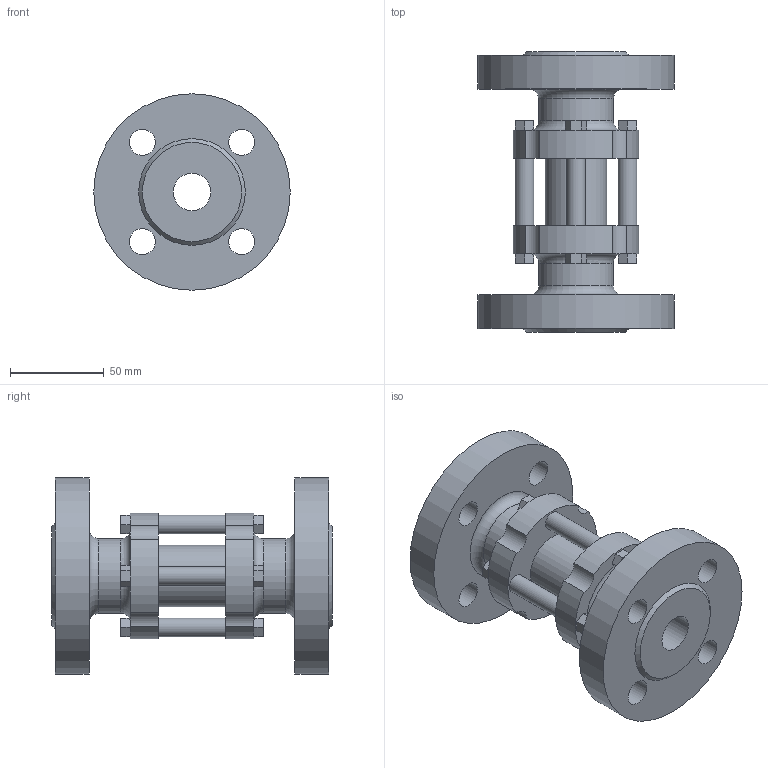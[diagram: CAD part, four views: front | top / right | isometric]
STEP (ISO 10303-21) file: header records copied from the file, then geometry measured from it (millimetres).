
FILE_DESCRIPTION(/* description */ (''),/* implementation_level */ '2;1');
FILE_NAME(/* name */ 'DN 20.stp',/* time_stamp */ '2016-02-10T12:06:59+01:00',/* author */ ('Konstruktion'),/* organization */ (''),/* preprocessor_version */ 'ST-DEVELOPER v15.6',/* originating_system */ 'Autodesk Inventor 2015',/* authorisation */ '');
FILE_SCHEMA (('CONFIG_CONTROL_DESIGN'));
Length unit declared in the file: millimetre
Products named in the file (1): DN 20
Bounding box: 105 x 150 x 105 mm (x, y, z)
Volume: 452460 mm3; surface area: 87403.6 mm2
Topology: 1 solids, 1 shells, 110 faces, 294 edges, 196 vertices
Faces by surface type: plane 68, cylinder 36, torus 4, cone 2
Full cylindrical faces by diameter (mm): 10 x4, 14 x8, 20 x2, 25 x1, 33 x1, 40 x2, 105 x2
Entity records: 3452 total; most frequent: CARTESIAN_POINT 719, DIRECTION 546, ORIENTED_EDGE 524, EDGE_CURVE 262, AXIS2_PLACEMENT_3D 197, VERTEX_POINT 190, EDGE_LOOP 172, LINE 152
